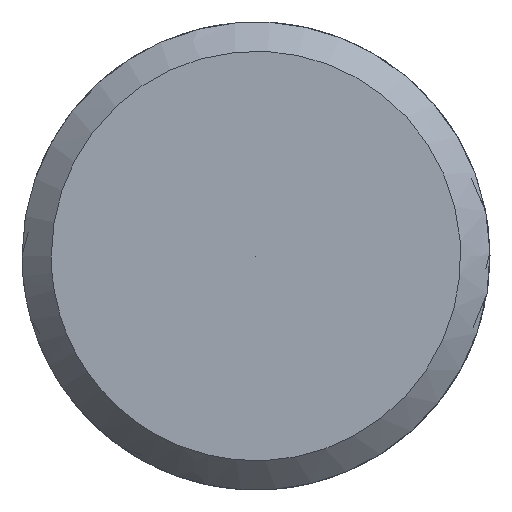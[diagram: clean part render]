
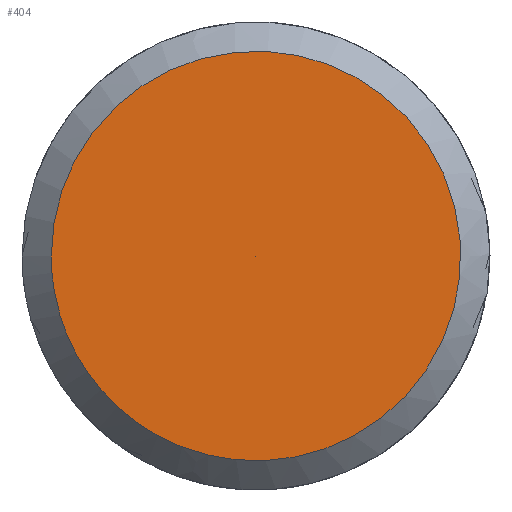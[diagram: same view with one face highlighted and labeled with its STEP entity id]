
A CAD part, left-side view. The second image highlights one B-rep face of the part: STEP entity #404.
In plain terms, the highlighted free-form (B-spline) face has degree [5, 1] with [6, 2] control points.
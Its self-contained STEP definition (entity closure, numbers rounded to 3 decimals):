
#332 = CARTESIAN_POINT ('', (-51., 1.75, 0.));
#333 = VERTEX_POINT ('', #332);
#341 = CARTESIAN_POINT ('', (-51., 1.75, 0.));
#342 = CARTESIAN_POINT ('', (-51., 1.75, 7.));
#343 = CARTESIAN_POINT ('', (-51., -5.25, 3.5));
#344 = CARTESIAN_POINT ('', (-51., -5.25, -3.5));
#345 = CARTESIAN_POINT ('', (-51., 1.75, -7.));
#346 = CARTESIAN_POINT ('', (-51., 1.75, 0.));
#347 = (
   BOUNDED_CURVE ()
   B_SPLINE_CURVE (5, (#341, #342, #343, #344, #345, #346), .UNSPECIFIED., .T., .U.)
   B_SPLINE_CURVE_WITH_KNOTS ((6, 6), (0., 1.), .UNSPECIFIED.)
   CURVE ()
   GEOMETRIC_REPRESENTATION_ITEM ()
   RATIONAL_B_SPLINE_CURVE ((5., 1., 1., 1., 1., 5.))
   REPRESENTATION_ITEM ('')
);
#348 = EDGE_CURVE ('', #333, #333, #347, .T.);
#380 = CARTESIAN_POINT ('', (-51., 0., 0.));
#381 = VERTEX_POINT ('', #380);
#382 = CARTESIAN_POINT ('', (-51., 0., 0.));
#383 = CARTESIAN_POINT ('', (-51., 1.75, 0.));
#384 = B_SPLINE_CURVE_WITH_KNOTS ('', 1, (#382, #383), .UNSPECIFIED., .F., .U., (2, 2), (0., 1.), .UNSPECIFIED.);
#385 = EDGE_CURVE ('', #381, #333, #384, .T.);
#386 = ORIENTED_EDGE ('', *, *, #385, .F.);
#387 = ORIENTED_EDGE ('', *, *, #385, .T.);
#388 = ORIENTED_EDGE ('', *, *, #348, .F.);
#389 = EDGE_LOOP ('', (#386, #387, #388));
#390 = FACE_OUTER_BOUND ('', #389, .T.);
#391 = CARTESIAN_POINT ('', (-51., 0., 0.));
#392 = CARTESIAN_POINT ('', (-51., 1.75, 0.));
#393 = CARTESIAN_POINT ('', (-51., 0., 0.));
#394 = CARTESIAN_POINT ('', (-51., 1.75, 7.));
#395 = CARTESIAN_POINT ('', (-51., 0., 0.));
#396 = CARTESIAN_POINT ('', (-51., -5.25, 3.5));
#397 = CARTESIAN_POINT ('', (-51., 0., 0.));
#398 = CARTESIAN_POINT ('', (-51., -5.25, -3.5));
#399 = CARTESIAN_POINT ('', (-51., 0., 0.));
#400 = CARTESIAN_POINT ('', (-51., 1.75, -7.));
#401 = CARTESIAN_POINT ('', (-51., 0., 0.));
#402 = CARTESIAN_POINT ('', (-51., 1.75, 0.));
#403 = (
   BOUNDED_SURFACE ()
   B_SPLINE_SURFACE (5, 1, ((#391, #392), (#393, #394), (#395, #396), (#397, #398), (#399, #400), (#401, #402)), .UNSPECIFIED., .T., .F., .U.)
   B_SPLINE_SURFACE_WITH_KNOTS ((6, 6), (2, 2), (0., 1.), (0., 1.), .UNSPECIFIED.)
   SURFACE ()
   GEOMETRIC_REPRESENTATION_ITEM ()
   RATIONAL_B_SPLINE_SURFACE (((5., 5.), (1., 1.), (1., 1.), (1., 1.), (1., 1.), (5., 5.)))
   REPRESENTATION_ITEM ('')
);
#404 = ADVANCED_FACE ('', (#390), #403, .T.);
